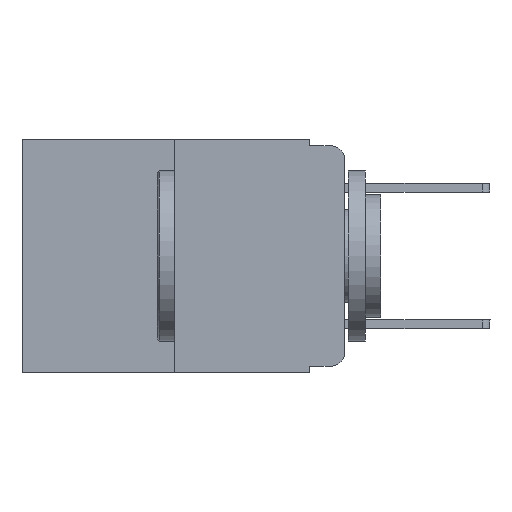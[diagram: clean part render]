
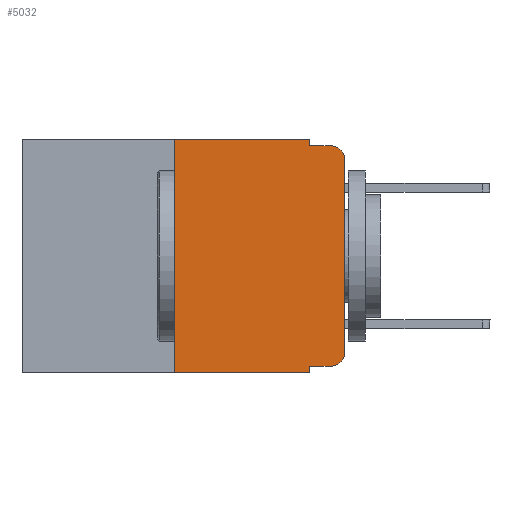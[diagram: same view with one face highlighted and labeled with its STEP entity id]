
A CAD part, left-side view. The second image highlights one B-rep face of the part: STEP entity #5032.
In plain terms, the highlighted planar face has unit normal (-1, 0, 0).
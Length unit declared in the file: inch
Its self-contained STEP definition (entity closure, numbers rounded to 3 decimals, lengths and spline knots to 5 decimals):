
#311 = CARTESIAN_POINT ( 'NONE',  ( 0., 0.051, 0. ) ) ;
#438 = CARTESIAN_POINT ( 'NONE',  ( 0., 0.02, -0.03 ) ) ;
#473 = VERTEX_POINT ( 'NONE', #4751 ) ;
#579 = CARTESIAN_POINT ( 'NONE',  ( 0., 0.473, 0. ) ) ;
#631 = CARTESIAN_POINT ( 'NONE',  ( 0., 0.473, -0.343 ) ) ;
#767 = LINE ( 'NONE', #579, #3757 ) ;
#925 = PLANE ( 'NONE',  #9305 ) ;
#1101 = AXIS2_PLACEMENT_3D ( 'NONE', #7705, #1749, #4138 ) ;
#1113 = CARTESIAN_POINT ( 'NONE',  ( 0., 0.02, -0.333 ) ) ;
#1119 = EDGE_CURVE ( 'NONE', #8029, #3810, #767, .T. ) ;
#1372 = CARTESIAN_POINT ( 'NONE',  ( 0., 0.051, 0. ) ) ;
#1506 = LINE ( 'NONE', #11951, #12123 ) ;
#1529 = VERTEX_POINT ( 'NONE', #6610 ) ;
#1540 = CARTESIAN_POINT ( 'NONE',  ( 0., 0.473, 0. ) ) ;
#1656 = EDGE_CURVE ( 'NONE', #6048, #8029, #1506, .T. ) ;
#1749 = DIRECTION ( 'NONE',  ( -1., 0., 0. ) ) ;
#1868 = VERTEX_POINT ( 'NONE', #12099 ) ;
#2085 = CARTESIAN_POINT ( 'NONE',  ( 0., 0.051, 0. ) ) ;
#2133 = VERTEX_POINT ( 'NONE', #4455 ) ;
#2654 = VECTOR ( 'NONE', #12393, 39.37008 ) ;
#2663 = ORIENTED_EDGE ( 'NONE', *, *, #1119, .F. ) ;
#3096 = EDGE_CURVE ( 'NONE', #12835, #15221, #9693, .T. ) ;
#3183 = AXIS2_PLACEMENT_3D ( 'NONE', #438, #13640, #12304 ) ;
#3757 = VECTOR ( 'NONE', #11371, 39.37008 ) ;
#3810 = VERTEX_POINT ( 'NONE', #1372 ) ;
#3893 = DIRECTION ( 'NONE',  ( 0., 0., -1. ) ) ;
#4012 = EDGE_CURVE ( 'NONE', #15221, #1868, #12043, .T. ) ;
#4107 = LINE ( 'NONE', #311, #9546 ) ;
#4138 = DIRECTION ( 'NONE',  ( 0., 0., -1. ) ) ;
#4455 = CARTESIAN_POINT ( 'NONE',  ( 0., 0., -0.03 ) ) ;
#4519 = ORIENTED_EDGE ( 'NONE', *, *, #4570, .T. ) ;
#4535 = LINE ( 'NONE', #631, #2654 ) ;
#4570 = EDGE_CURVE ( 'NONE', #1868, #2133, #11498, .T. ) ;
#4751 = CARTESIAN_POINT ( 'NONE',  ( 0., 0.02, -0.01 ) ) ;
#5032 = ADVANCED_FACE ( 'NONE', ( #10374 ), #925, .F. ) ;
#5205 = CARTESIAN_POINT ( 'NONE',  ( 0., 0.25, -0.343 ) ) ;
#5345 = ORIENTED_EDGE ( 'NONE', *, *, #14937, .T. ) ;
#5545 = ORIENTED_EDGE ( 'NONE', *, *, #1656, .F. ) ;
#5724 = DIRECTION ( 'NONE',  ( 0., 0., 1. ) ) ;
#6048 = VERTEX_POINT ( 'NONE', #5205 ) ;
#6188 = ORIENTED_EDGE ( 'NONE', *, *, #4012, .T. ) ;
#6255 = CARTESIAN_POINT ( 'NONE',  ( 0., 0.051, -0.333 ) ) ;
#6610 = CARTESIAN_POINT ( 'NONE',  ( 0., 0.051, -0.343 ) ) ;
#6898 = CARTESIAN_POINT ( 'NONE',  ( 0., 0.25, 0. ) ) ;
#7205 = ORIENTED_EDGE ( 'NONE', *, *, #12804, .F. ) ;
#7288 = VECTOR ( 'NONE', #9326, 39.37008 ) ;
#7290 = EDGE_CURVE ( 'NONE', #6048, #1529, #4535, .T. ) ;
#7705 = CARTESIAN_POINT ( 'NONE',  ( 0., 0.02, -0.313 ) ) ;
#7821 = DIRECTION ( 'NONE',  ( 1., 0., 0. ) ) ;
#8029 = VERTEX_POINT ( 'NONE', #6898 ) ;
#8038 = VECTOR ( 'NONE', #13805, 39.37008 ) ;
#8342 = CIRCLE ( 'NONE', #3183, 0.02 ) ;
#8703 = VERTEX_POINT ( 'NONE', #13852 ) ;
#9305 = AXIS2_PLACEMENT_3D ( 'NONE', #1540, #7821, #12908 ) ;
#9326 = DIRECTION ( 'NONE',  ( 0., 0., -1. ) ) ;
#9538 = ORIENTED_EDGE ( 'NONE', *, *, #3096, .T. ) ;
#9546 = VECTOR ( 'NONE', #3893, 39.37008 ) ;
#9693 = LINE ( 'NONE', #10227, #11711 ) ;
#10227 = CARTESIAN_POINT ( 'NONE',  ( 0., 0.051, -0.333 ) ) ;
#10374 = FACE_OUTER_BOUND ( 'NONE', #12281, .T. ) ;
#10445 = LINE ( 'NONE', #2085, #7288 ) ;
#11131 = VECTOR ( 'NONE', #12238, 39.37008 ) ;
#11251 = ORIENTED_EDGE ( 'NONE', *, *, #7290, .T. ) ;
#11364 = DIRECTION ( 'NONE',  ( 0., -1., 0. ) ) ;
#11371 = DIRECTION ( 'NONE',  ( 0., -1., 0. ) ) ;
#11498 = LINE ( 'NONE', #12186, #11131 ) ;
#11711 = VECTOR ( 'NONE', #11364, 39.37008 ) ;
#11951 = CARTESIAN_POINT ( 'NONE',  ( 0., 0.25, 0. ) ) ;
#12043 = CIRCLE ( 'NONE', #1101, 0.02 ) ;
#12094 = ORIENTED_EDGE ( 'NONE', *, *, #13180, .F. ) ;
#12099 = CARTESIAN_POINT ( 'NONE',  ( 0., 0., -0.313 ) ) ;
#12123 = VECTOR ( 'NONE', #5724, 39.37008 ) ;
#12186 = CARTESIAN_POINT ( 'NONE',  ( 0., 0., 0. ) ) ;
#12238 = DIRECTION ( 'NONE',  ( 0., 0., 1. ) ) ;
#12281 = EDGE_LOOP ( 'NONE', ( #4519, #5345, #12958, #7205, #2663, #5545, #11251, #12094, #9538, #6188 ) ) ;
#12304 = DIRECTION ( 'NONE',  ( 0., 0., -1. ) ) ;
#12393 = DIRECTION ( 'NONE',  ( 0., -1., 0. ) ) ;
#12804 = EDGE_CURVE ( 'NONE', #3810, #8703, #4107, .T. ) ;
#12835 = VERTEX_POINT ( 'NONE', #6255 ) ;
#12908 = DIRECTION ( 'NONE',  ( 0., 0., -1. ) ) ;
#12958 = ORIENTED_EDGE ( 'NONE', *, *, #13138, .F. ) ;
#13138 = EDGE_CURVE ( 'NONE', #8703, #473, #14318, .T. ) ;
#13180 = EDGE_CURVE ( 'NONE', #12835, #1529, #10445, .T. ) ;
#13640 = DIRECTION ( 'NONE',  ( -1., 0., 0. ) ) ;
#13805 = DIRECTION ( 'NONE',  ( 0., -1., 0. ) ) ;
#13852 = CARTESIAN_POINT ( 'NONE',  ( 0., 0.051, -0.01 ) ) ;
#13857 = CARTESIAN_POINT ( 'NONE',  ( 0., 0.051, -0.01 ) ) ;
#14318 = LINE ( 'NONE', #13857, #8038 ) ;
#14937 = EDGE_CURVE ( 'NONE', #2133, #473, #8342, .T. ) ;
#15221 = VERTEX_POINT ( 'NONE', #1113 ) ;
